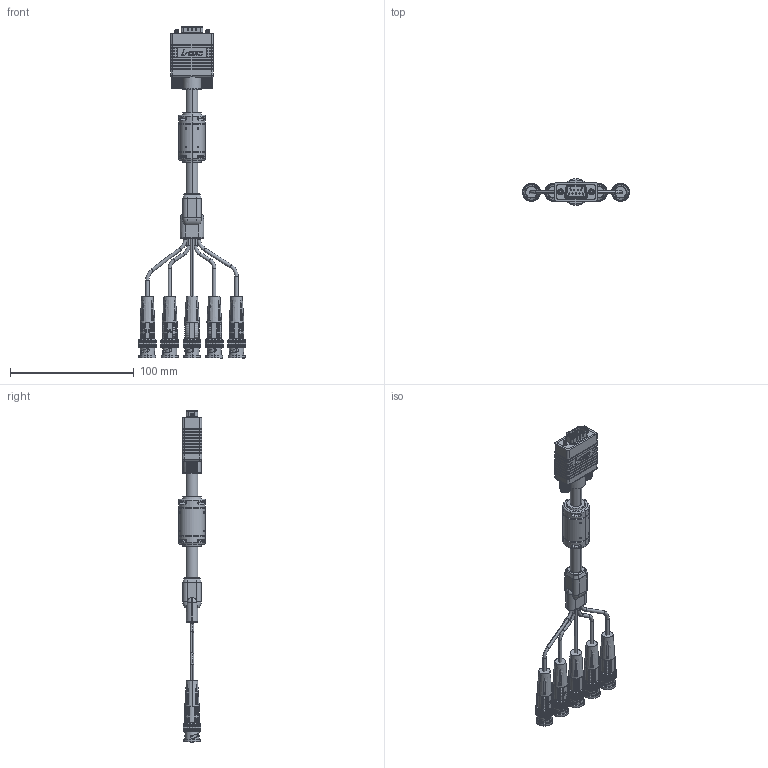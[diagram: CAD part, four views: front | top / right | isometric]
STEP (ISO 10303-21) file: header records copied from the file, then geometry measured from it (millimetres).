
FILE_DESCRIPTION (( 'STEP AP214' ), '1' );
FILE_NAME ('CTL5CAD-6F.STEP', '2010-05-13T19:23:58', ( 'x' ), ( 'Microsoft' ), 'SwSTEP 2.0', 'SolidWorks 2010', '' );
FILE_SCHEMA (( 'AUTOMOTIVE_DESIGN' ));
Length unit declared in the file: inch
Products named in the file (20): MTN-228(FERRITE BEAD)_??; MTN-314_A_??; DB9 MALE SOLIDER TYPE_??; 3AB01-146_??; 1AB05-040-MA3 ; MTN-209; 1AB05-040-MA2 ; 1AB05-040-MA1 _with flange; 1AJ06-029(CTL SERIES THUMBSCREW)_??; MTN-147_BLANK ONE SIDE; MTN-239 SUZHOU_??; DSUB SCREW FOR MTN-239_??; 1AB05-040 ; MTN-147_"H" INSERT; MTN-147_"V" INSERT; 1AL07-039_??; CTL5CAD-6F
Assembly tree (24 placements, depth 4):
  CTL5CAD-6F
    MTN-228(FERRITE BEAD)_??
    MTN-147_BLANK ONE SIDE  x3
      1AB05-040 
        1AB05-040-MA2 
        1AB05-040-MA1 _with flange
        1AB05-040-MA3 
      MTN-147_BLANK ONE SIDE
    3AB01-146_??
      1AJ06-029(CTL SERIES THUMBSCREW)_??  x2
        MTN-239 SUZHOU_??
        DSUB SCREW FOR MTN-239_??
      DB9 MALE SOLIDER TYPE_??
      MTN-209
    1AL07-039_??
    MTN-147_"V" INSERT
      MTN-147_"V" INSERT
      1AB05-040 
        1AB05-040-MA2 
        1AB05-040-MA1 _with flange
        1AB05-040-MA3 
    MTN-147_"H" INSERT
      1AB05-040 
        1AB05-040-MA2 
        1AB05-040-MA1 _with flange
        1AB05-040-MA3 
      MTN-147_"H" INSERT
    MTN-314_A_??
Bounding box: 86.47 x 21.4 x 268.25 mm (x, y, z)
Volume: 76323.9 mm3; surface area: 52440.3 mm2
Topology: 57 solids, 57 shells, 5937 faces, 15992 edges, 10485 vertices
Faces by surface type: plane 3933, cylinder 1298, torus 256, bspline 237, cone 171, sphere 42
Entity records: 117998 total; most frequent: CARTESIAN_POINT 37020, ORIENTED_EDGE 16964, DIRECTION 15499, EDGE_CURVE 8482, VECTOR 6067, LINE 6067, VERTEX_POINT 5547, AXIS2_PLACEMENT_3D 4716
